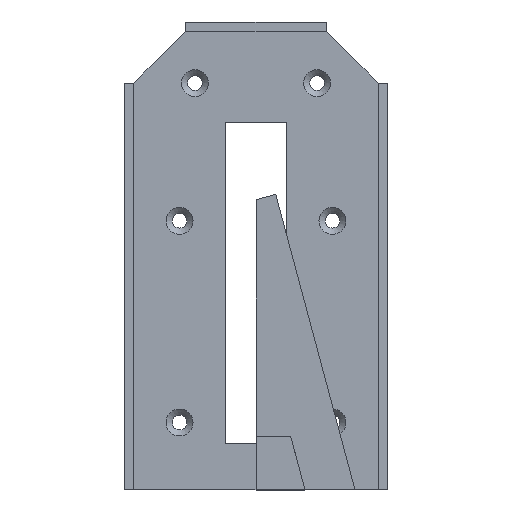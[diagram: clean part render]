
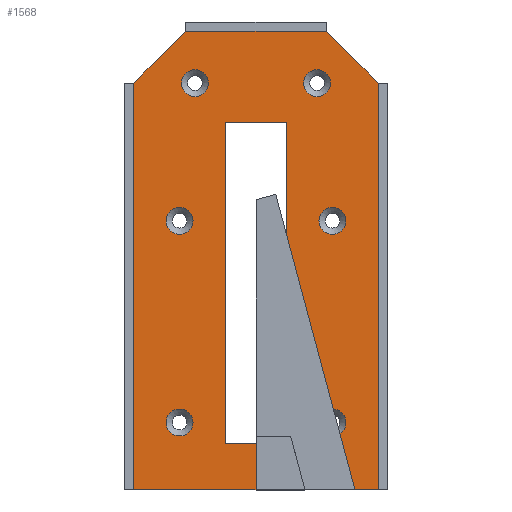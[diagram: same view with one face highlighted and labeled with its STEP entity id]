
A CAD part, top view. The second image highlights one B-rep face of the part: STEP entity #1568.
In plain terms, the highlighted planar face has unit normal (0, 0, 1).
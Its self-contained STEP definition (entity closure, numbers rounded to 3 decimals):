
#674 = VERTEX_POINT('',#675);
#675 = CARTESIAN_POINT('',(-40.,133.,4.));
#695 = EDGE_CURVE('',#696,#674,#698,.T.);
#696 = VERTEX_POINT('',#697);
#697 = CARTESIAN_POINT('',(-23.,150.,4.));
#698 = LINE('',#699,#700);
#699 = CARTESIAN_POINT('',(-41.,132.,4.));
#700 = VECTOR('',#701,1.);
#701 = DIRECTION('',(-0.707,-0.707,-0.));
#789 = EDGE_CURVE('',#790,#674,#792,.T.);
#790 = VERTEX_POINT('',#791);
#791 = CARTESIAN_POINT('',(-40.,0.,4.));
#792 = LINE('',#793,#794);
#793 = CARTESIAN_POINT('',(-40.,0.,4.));
#794 = VECTOR('',#795,1.);
#795 = DIRECTION('',(0.,1.,0.));
#1013 = VERTEX_POINT('',#1014);
#1014 = CARTESIAN_POINT('',(40.,133.,4.));
#1034 = EDGE_CURVE('',#1035,#1013,#1037,.T.);
#1035 = VERTEX_POINT('',#1036);
#1036 = CARTESIAN_POINT('',(23.,150.,4.));
#1037 = LINE('',#1038,#1039);
#1038 = CARTESIAN_POINT('',(41.,132.,4.));
#1039 = VECTOR('',#1040,1.);
#1040 = DIRECTION('',(0.707,-0.707,0.));
#1114 = EDGE_CURVE('',#1115,#1013,#1117,.T.);
#1115 = VERTEX_POINT('',#1116);
#1116 = CARTESIAN_POINT('',(40.,0.,4.));
#1117 = LINE('',#1118,#1119);
#1118 = CARTESIAN_POINT('',(40.,0.,4.));
#1119 = VECTOR('',#1120,1.);
#1120 = DIRECTION('',(0.,1.,0.));
#1139 = VERTEX_POINT('',#1140);
#1140 = CARTESIAN_POINT('',(10.,15.,4.));
#1148 = VERTEX_POINT('',#1149);
#1149 = CARTESIAN_POINT('',(10.,120.,4.));
#1155 = EDGE_CURVE('',#1139,#1148,#1156,.T.);
#1156 = LINE('',#1157,#1158);
#1157 = CARTESIAN_POINT('',(10.,15.,4.));
#1158 = VECTOR('',#1159,1.);
#1159 = DIRECTION('',(0.,1.,0.));
#1170 = VERTEX_POINT('',#1171);
#1171 = CARTESIAN_POINT('',(-10.,15.,4.));
#1179 = VERTEX_POINT('',#1180);
#1180 = CARTESIAN_POINT('',(-10.,120.,4.));
#1186 = EDGE_CURVE('',#1170,#1179,#1187,.T.);
#1187 = LINE('',#1188,#1189);
#1188 = CARTESIAN_POINT('',(-10.,15.,4.));
#1189 = VECTOR('',#1190,1.);
#1190 = DIRECTION('',(0.,1.,0.));
#1226 = VERTEX_POINT('',#1227);
#1227 = CARTESIAN_POINT('',(29.405,88.,4.));
#1233 = EDGE_CURVE('',#1226,#1226,#1234,.T.);
#1234 = CIRCLE('',#1235,4.405);
#1235 = AXIS2_PLACEMENT_3D('',#1236,#1237,#1238);
#1236 = CARTESIAN_POINT('',(25.,88.,4.));
#1237 = DIRECTION('',(0.,0.,1.));
#1238 = DIRECTION('',(1.,0.,0.));
#1276 = VERTEX_POINT('',#1277);
#1277 = CARTESIAN_POINT('',(29.405,22.,4.));
#1283 = EDGE_CURVE('',#1276,#1276,#1284,.T.);
#1284 = CIRCLE('',#1285,4.405);
#1285 = AXIS2_PLACEMENT_3D('',#1286,#1287,#1288);
#1286 = CARTESIAN_POINT('',(25.,22.,4.));
#1287 = DIRECTION('',(0.,0.,1.));
#1288 = DIRECTION('',(1.,0.,0.));
#1326 = VERTEX_POINT('',#1327);
#1327 = CARTESIAN_POINT('',(24.405,133.,4.));
#1333 = EDGE_CURVE('',#1326,#1326,#1334,.T.);
#1334 = CIRCLE('',#1335,4.405);
#1335 = AXIS2_PLACEMENT_3D('',#1336,#1337,#1338);
#1336 = CARTESIAN_POINT('',(20.,133.,4.));
#1337 = DIRECTION('',(0.,0.,1.));
#1338 = DIRECTION('',(1.,0.,0.));
#1376 = VERTEX_POINT('',#1377);
#1377 = CARTESIAN_POINT('',(-24.405,133.,4.));
#1383 = EDGE_CURVE('',#1376,#1376,#1384,.T.);
#1384 = CIRCLE('',#1385,4.405);
#1385 = AXIS2_PLACEMENT_3D('',#1386,#1387,#1388);
#1386 = CARTESIAN_POINT('',(-20.,133.,4.));
#1387 = DIRECTION('',(0.,0.,-1.));
#1388 = DIRECTION('',(-1.,-0.,-0.));
#1426 = VERTEX_POINT('',#1427);
#1427 = CARTESIAN_POINT('',(-29.405,88.,4.));
#1433 = EDGE_CURVE('',#1426,#1426,#1434,.T.);
#1434 = CIRCLE('',#1435,4.405);
#1435 = AXIS2_PLACEMENT_3D('',#1436,#1437,#1438);
#1436 = CARTESIAN_POINT('',(-25.,88.,4.));
#1437 = DIRECTION('',(0.,0.,-1.));
#1438 = DIRECTION('',(-1.,-0.,-0.));
#1476 = VERTEX_POINT('',#1477);
#1477 = CARTESIAN_POINT('',(-29.405,22.,4.));
#1483 = EDGE_CURVE('',#1476,#1476,#1484,.T.);
#1484 = CIRCLE('',#1485,4.405);
#1485 = AXIS2_PLACEMENT_3D('',#1486,#1487,#1488);
#1486 = CARTESIAN_POINT('',(-25.,22.,4.));
#1487 = DIRECTION('',(0.,0.,-1.));
#1488 = DIRECTION('',(-1.,-0.,-0.));
#1503 = EDGE_CURVE('',#1139,#1170,#1504,.T.);
#1504 = LINE('',#1505,#1506);
#1505 = CARTESIAN_POINT('',(0.,15.,4.));
#1506 = VECTOR('',#1507,1.);
#1507 = DIRECTION('',(-1.,-0.,-0.));
#1521 = EDGE_CURVE('',#790,#1115,#1522,.T.);
#1522 = LINE('',#1523,#1524);
#1523 = CARTESIAN_POINT('',(0.,0.,4.));
#1524 = VECTOR('',#1525,1.);
#1525 = DIRECTION('',(1.,0.,0.));
#1539 = EDGE_CURVE('',#1148,#1179,#1540,.T.);
#1540 = LINE('',#1541,#1542);
#1541 = CARTESIAN_POINT('',(10.,120.,4.));
#1542 = VECTOR('',#1543,1.);
#1543 = DIRECTION('',(-1.,0.,0.));
#1568 = ADVANCED_FACE('',(#1569,#1582,#1588,#1591,#1594,#1597,#1600,
    #1603),#1606,.T.);
#1569 = FACE_BOUND('',#1570,.T.);
#1570 = EDGE_LOOP('',(#1571,#1572,#1578,#1579,#1580,#1581));
#1571 = ORIENTED_EDGE('',*,*,#1034,.F.);
#1572 = ORIENTED_EDGE('',*,*,#1573,.T.);
#1573 = EDGE_CURVE('',#1035,#696,#1574,.T.);
#1574 = LINE('',#1575,#1576);
#1575 = CARTESIAN_POINT('',(40.,150.,4.));
#1576 = VECTOR('',#1577,1.);
#1577 = DIRECTION('',(-1.,0.,0.));
#1578 = ORIENTED_EDGE('',*,*,#695,.T.);
#1579 = ORIENTED_EDGE('',*,*,#789,.F.);
#1580 = ORIENTED_EDGE('',*,*,#1521,.T.);
#1581 = ORIENTED_EDGE('',*,*,#1114,.T.);
#1582 = FACE_BOUND('',#1583,.T.);
#1583 = EDGE_LOOP('',(#1584,#1585,#1586,#1587));
#1584 = ORIENTED_EDGE('',*,*,#1539,.F.);
#1585 = ORIENTED_EDGE('',*,*,#1155,.F.);
#1586 = ORIENTED_EDGE('',*,*,#1503,.T.);
#1587 = ORIENTED_EDGE('',*,*,#1186,.T.);
#1588 = FACE_BOUND('',#1589,.T.);
#1589 = EDGE_LOOP('',(#1590));
#1590 = ORIENTED_EDGE('',*,*,#1283,.F.);
#1591 = FACE_BOUND('',#1592,.T.);
#1592 = EDGE_LOOP('',(#1593));
#1593 = ORIENTED_EDGE('',*,*,#1333,.F.);
#1594 = FACE_BOUND('',#1595,.T.);
#1595 = EDGE_LOOP('',(#1596));
#1596 = ORIENTED_EDGE('',*,*,#1233,.F.);
#1597 = FACE_BOUND('',#1598,.T.);
#1598 = EDGE_LOOP('',(#1599));
#1599 = ORIENTED_EDGE('',*,*,#1483,.T.);
#1600 = FACE_BOUND('',#1601,.T.);
#1601 = EDGE_LOOP('',(#1602));
#1602 = ORIENTED_EDGE('',*,*,#1383,.T.);
#1603 = FACE_BOUND('',#1604,.T.);
#1604 = EDGE_LOOP('',(#1605));
#1605 = ORIENTED_EDGE('',*,*,#1433,.T.);
#1606 = PLANE('',#1607);
#1607 = AXIS2_PLACEMENT_3D('',#1608,#1609,#1610);
#1608 = CARTESIAN_POINT('',(0.,71.334,4.));
#1609 = DIRECTION('',(0.,0.,1.));
#1610 = DIRECTION('',(1.,0.,-0.));
